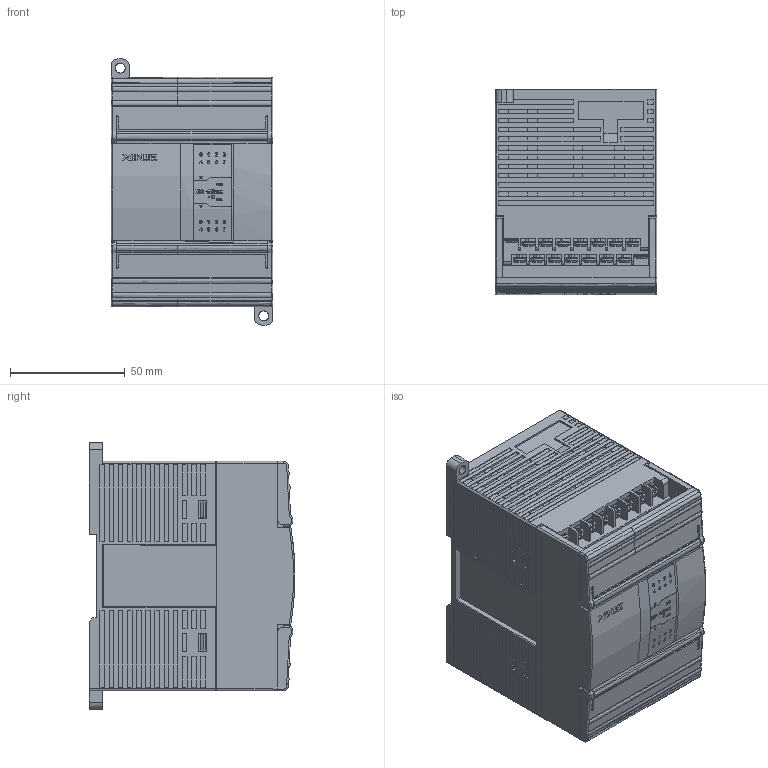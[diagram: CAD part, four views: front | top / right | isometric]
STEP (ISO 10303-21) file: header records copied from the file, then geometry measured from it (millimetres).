
FILE_DESCRIPTION(/* description */ (''),/* implementation_level */ '2;1');
FILE_NAME(/* name */ 'XD2-16~4',/* time_stamp */ '2022-08-30T15:29:59+08:00',/* author */ (''),/* organization */ (''),/* preprocessor_version */ 'ST-DEVELOPER v16.5',/* originating_system */ '',/* authorisation */ '');
FILE_SCHEMA (('CONFIG_CONTROL_DESIGN'));
Products named in the file (1): Document
Bounding box: 70.6 x 89.68 x 116 mm (x, y, z)
Volume: 576099.9 mm3; surface area: 70260.5 mm2
Topology: 2 solids, 46 shells, 3095 faces, 8816 edges, 5937 vertices
Faces by surface type: plane 2085, cylinder 689, bspline 321
Entity records: 123865 total; most frequent: CARTESIAN_POINT 66414, ORIENTED_EDGE 17156, EDGE_CURVE 8814, B_SPLINE_CURVE_WITH_KNOTS 7057, VERTEX_POINT 5933, EDGE_LOOP 3421, ADVANCED_FACE 3086, FACE_OUTER_BOUND 3086
